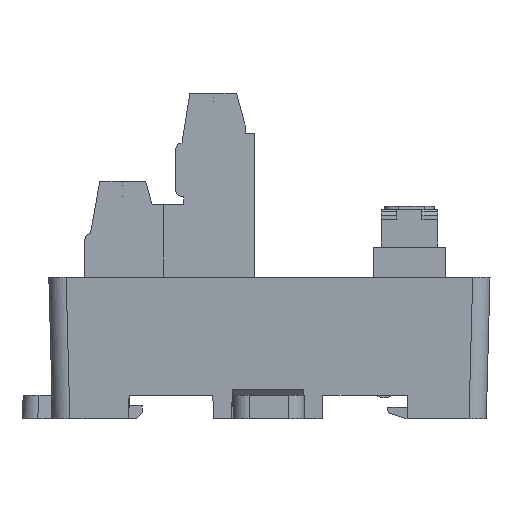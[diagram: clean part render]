
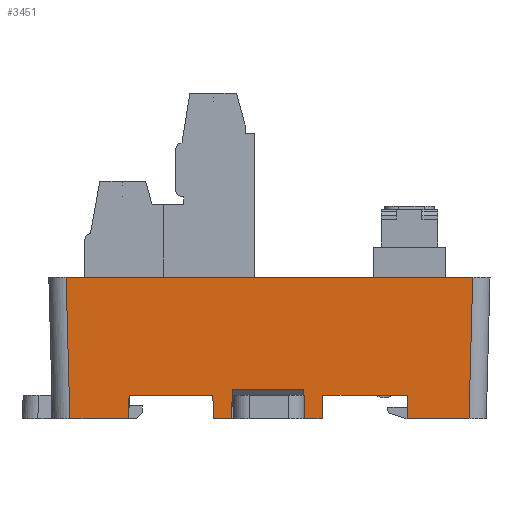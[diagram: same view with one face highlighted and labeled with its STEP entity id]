
A CAD part, left-side view. The second image highlights one B-rep face of the part: STEP entity #3451.
In plain terms, the highlighted planar face has unit normal (-1, 0, -0.026).
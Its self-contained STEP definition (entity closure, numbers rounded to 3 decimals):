
#2088=FACE_OUTER_BOUND('',#7053,.T.);
#3451=ADVANCED_FACE('',(#2088),#4980,.T.);
#4980=PLANE('',#29228);
#7053=EDGE_LOOP('',(#9285,#9286,#9287,#9288,#9289,#9290,#9291,#9292,#9293,
#9294,#9295,#9296,#9297,#9298,#9299,#9300));
#9285=ORIENTED_EDGE('',*,*,#19619,.F.);
#9286=ORIENTED_EDGE('',*,*,#19620,.T.);
#9287=ORIENTED_EDGE('',*,*,#19621,.T.);
#9288=ORIENTED_EDGE('',*,*,#19498,.T.);
#9289=ORIENTED_EDGE('',*,*,#19622,.T.);
#9290=ORIENTED_EDGE('',*,*,#19623,.T.);
#9291=ORIENTED_EDGE('',*,*,#19624,.T.);
#9292=ORIENTED_EDGE('',*,*,#19625,.F.);
#9293=ORIENTED_EDGE('',*,*,#19626,.T.);
#9294=ORIENTED_EDGE('',*,*,#19627,.T.);
#9295=ORIENTED_EDGE('',*,*,#19628,.F.);
#9296=ORIENTED_EDGE('',*,*,#19508,.T.);
#9297=ORIENTED_EDGE('',*,*,#19629,.F.);
#9298=ORIENTED_EDGE('',*,*,#19630,.T.);
#9299=ORIENTED_EDGE('',*,*,#19631,.F.);
#9300=ORIENTED_EDGE('',*,*,#19632,.T.);
#16827=VERTEX_POINT('',#38768);
#16828=VERTEX_POINT('',#38770);
#16837=VERTEX_POINT('',#38788);
#16838=VERTEX_POINT('',#38790);
#16928=VERTEX_POINT('',#39011);
#16929=VERTEX_POINT('',#39012);
#16930=VERTEX_POINT('',#39014);
#16931=VERTEX_POINT('',#39017);
#16932=VERTEX_POINT('',#39019);
#16933=VERTEX_POINT('',#39021);
#16934=VERTEX_POINT('',#39023);
#16935=VERTEX_POINT('',#39025);
#16936=VERTEX_POINT('',#39027);
#16937=VERTEX_POINT('',#39030);
#16938=VERTEX_POINT('',#39032);
#16939=VERTEX_POINT('',#39034);
#19498=EDGE_CURVE('',#16828,#16827,#23360,.T.);
#19508=EDGE_CURVE('',#16838,#16837,#23368,.T.);
#19619=EDGE_CURVE('',#16928,#16929,#23476,.T.);
#19620=EDGE_CURVE('',#16928,#16930,#23477,.T.);
#19621=EDGE_CURVE('',#16930,#16828,#23478,.T.);
#19622=EDGE_CURVE('',#16827,#16931,#23479,.T.);
#19623=EDGE_CURVE('',#16931,#16932,#23480,.T.);
#19624=EDGE_CURVE('',#16932,#16933,#23481,.T.);
#19625=EDGE_CURVE('',#16934,#16933,#23482,.T.);
#19626=EDGE_CURVE('',#16934,#16935,#23483,.T.);
#19627=EDGE_CURVE('',#16935,#16936,#23484,.T.);
#19628=EDGE_CURVE('',#16838,#16936,#23485,.T.);
#19629=EDGE_CURVE('',#16937,#16837,#23486,.T.);
#19630=EDGE_CURVE('',#16937,#16938,#23487,.T.);
#19631=EDGE_CURVE('',#16939,#16938,#23488,.T.);
#19632=EDGE_CURVE('',#16939,#16929,#23489,.T.);
#23360=LINE('',#38769,#26360);
#23368=LINE('',#38789,#26368);
#23476=LINE('',#39010,#26476);
#23477=LINE('',#39013,#26477);
#23478=LINE('',#39015,#26478);
#23479=LINE('',#39016,#26479);
#23480=LINE('',#39018,#26480);
#23481=LINE('',#39020,#26481);
#23482=LINE('',#39022,#26482);
#23483=LINE('',#39024,#26483);
#23484=LINE('',#39026,#26484);
#23485=LINE('',#39028,#26485);
#23486=LINE('',#39029,#26486);
#23487=LINE('',#39031,#26487);
#23488=LINE('',#39033,#26488);
#23489=LINE('',#39035,#26489);
#26360=VECTOR('',#31443,1.);
#26368=VECTOR('',#31455,1.);
#26476=VECTOR('',#31609,1.);
#26477=VECTOR('',#31610,1.);
#26478=VECTOR('',#31611,1.);
#26479=VECTOR('',#31612,1.);
#26480=VECTOR('',#31613,1.);
#26481=VECTOR('',#31614,1.);
#26482=VECTOR('',#31615,1.);
#26483=VECTOR('',#31616,1.);
#26484=VECTOR('',#31617,1.);
#26485=VECTOR('',#31618,1.);
#26486=VECTOR('',#31619,1.);
#26487=VECTOR('',#31620,1.);
#26488=VECTOR('',#31621,1.);
#26489=VECTOR('',#31622,1.);
#29228=AXIS2_PLACEMENT_3D('',#39036,#31623,#31624);
#31443=DIRECTION('',(0.,-1.,0.));
#31455=DIRECTION('',(0.,-1.,0.));
#31609=DIRECTION('',(-0.026,0.009,1.));
#31610=DIRECTION('',(0.,-1.,0.));
#31611=DIRECTION('',(-0.026,-0.035,0.999));
#31612=DIRECTION('',(0.026,-0.017,-1.));
#31613=DIRECTION('',(0.,-1.,0.));
#31614=DIRECTION('',(-0.026,-0.026,0.999));
#31615=DIRECTION('',(0.,-1.,0.));
#31616=DIRECTION('',(0.026,-0.026,-0.999));
#31617=DIRECTION('',(0.,-1.,0.));
#31618=DIRECTION('',(0.026,0.017,-1.));
#31619=DIRECTION('',(-0.026,0.035,0.999));
#31620=DIRECTION('',(0.,-1.,0.));
#31621=DIRECTION('',(0.026,0.009,-1.));
#31622=DIRECTION('',(0.,-1.,0.));
#31623=DIRECTION('',(-1.,0.,-0.026));
#31624=DIRECTION('',(0.026,0.,-1.));
#38768=CARTESIAN_POINT('',(-54.057,10.5,-15.));
#38769=CARTESIAN_POINT('',(-54.057,28.25,-15.));
#38770=CARTESIAN_POINT('',(-54.057,21.25,-15.));
#38788=CARTESIAN_POINT('',(-54.057,35.25,-15.));
#38789=CARTESIAN_POINT('',(-54.057,28.25,-15.));
#38790=CARTESIAN_POINT('',(-54.057,45.9,-15.));
#39010=CARTESIAN_POINT('',(-54.451,23.831,0.032));
#39011=CARTESIAN_POINT('',(-53.979,23.674,-18.));
#39012=CARTESIAN_POINT('',(-54.076,23.706,-14.274));
#39013=CARTESIAN_POINT('',(-53.979,28.25,-18.));
#39014=CARTESIAN_POINT('',(-53.979,21.355,-18.));
#39015=CARTESIAN_POINT('',(-54.444,20.735,-0.247));
#39016=CARTESIAN_POINT('',(-54.458,10.767,0.294));
#39017=CARTESIAN_POINT('',(-53.979,10.448,-18.));
#39018=CARTESIAN_POINT('',(-53.979,27.75,-18.));
#39019=CARTESIAN_POINT('',(-53.979,2.671,-18.));
#39020=CARTESIAN_POINT('',(-54.433,2.217,-0.66));
#39021=CARTESIAN_POINT('',(-54.45,2.199,0.));
#39022=CARTESIAN_POINT('',(-54.45,27.75,0.));
#39023=CARTESIAN_POINT('',(-54.45,53.901,0.));
#39024=CARTESIAN_POINT('',(-54.433,53.884,-0.66));
#39025=CARTESIAN_POINT('',(-53.979,53.429,-18.));
#39026=CARTESIAN_POINT('',(-53.979,28.25,-18.));
#39027=CARTESIAN_POINT('',(-53.979,45.952,-18.));
#39028=CARTESIAN_POINT('',(-54.026,45.921,-16.204));
#39029=CARTESIAN_POINT('',(-54.026,35.208,-16.202));
#39030=CARTESIAN_POINT('',(-53.979,35.145,-18.));
#39031=CARTESIAN_POINT('',(-53.979,28.25,-18.));
#39032=CARTESIAN_POINT('',(-53.979,32.826,-18.));
#39033=CARTESIAN_POINT('',(-54.451,32.669,0.04));
#39034=CARTESIAN_POINT('',(-54.076,32.794,-14.274));
#39035=CARTESIAN_POINT('',(-54.076,-181.195,-14.274));
#39036=CARTESIAN_POINT('',(-54.45,27.75,-0.003));
